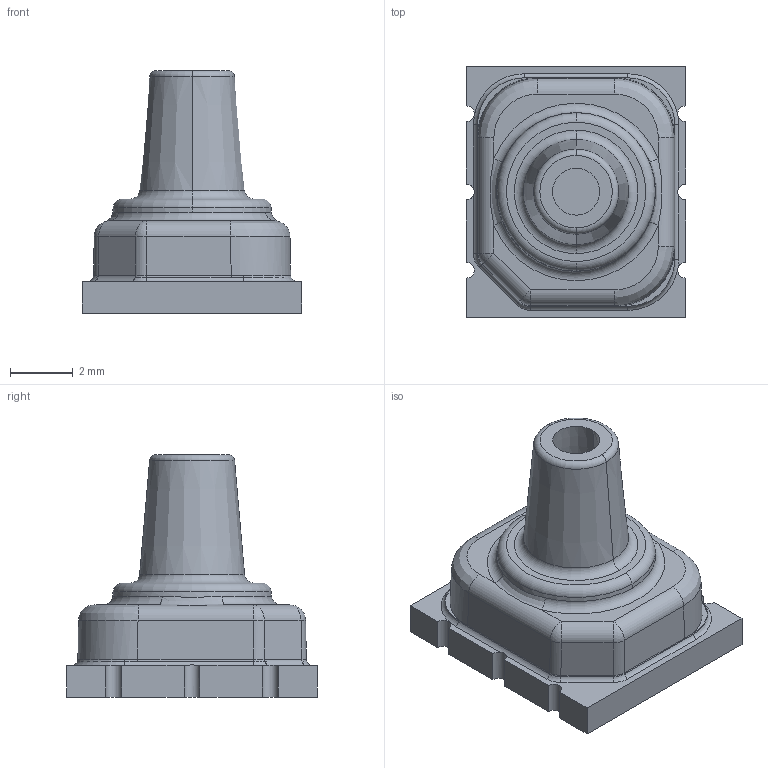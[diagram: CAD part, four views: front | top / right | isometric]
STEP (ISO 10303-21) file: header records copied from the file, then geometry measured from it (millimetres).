
FILE_DESCRIPTION((''),'2;1');
FILE_NAME('LEADLESS_BARBLESS_NOG','2016-03-02T',('e206552'),(''),'PRO/ENGINEER BY PARAMETRIC TECHNOLOGY CORPORATION, 2014430','PRO/ENGINEER BY PARAMETRIC TECHNOLOGY CORPORATION, 2014430','');
FILE_SCHEMA(('CONFIG_CONTROL_DESIGN'));
Length unit declared in the file: millimetre
Products named in the file (1): LEADLESS_BARBLESS_NOG
Bounding box: 7 x 8 x 7.75 mm (x, y, z)
Volume: 177.6 mm3; surface area: 238.4 mm2
Topology: 1 solids, 1 shells, 97 faces, 225 edges, 134 vertices
Faces by surface type: plane 43, cylinder 28, torus 13, cone 6, bspline 5, sphere 2
Entity records: 3487 total; most frequent: CARTESIAN_POINT 1235, DIRECTION 481, ORIENTED_EDGE 450, EDGE_CURVE 225, AXIS2_PLACEMENT_3D 181, VERTEX_POINT 134, VECTOR 119, LINE 119
